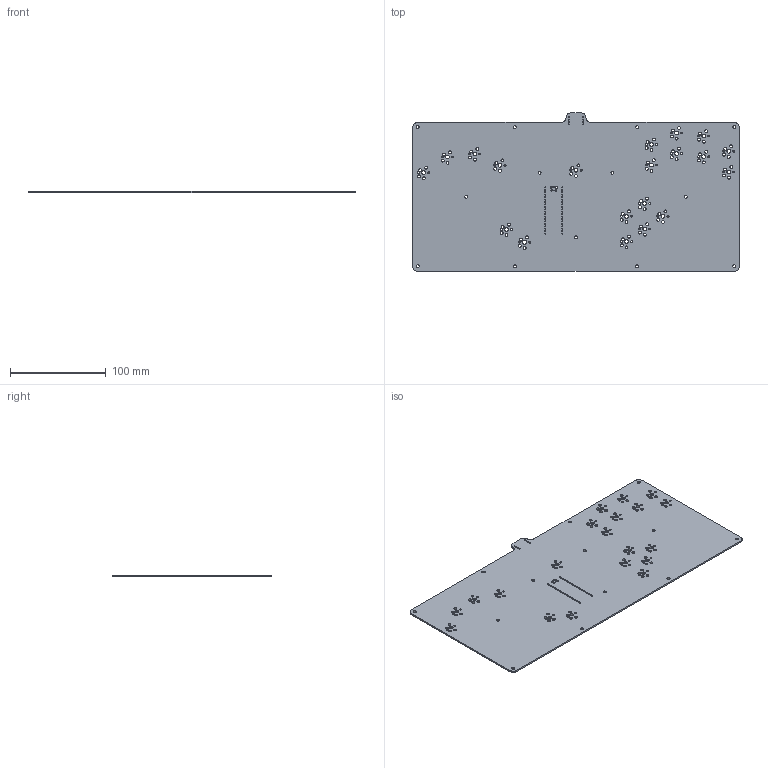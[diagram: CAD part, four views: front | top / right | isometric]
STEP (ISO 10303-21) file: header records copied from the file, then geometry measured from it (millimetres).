
FILE_DESCRIPTION(('KiCad electronic assembly'),'2;1');
FILE_NAME('GCCMX.step','2022-10-16T20:33:11',('Pcbnew'),('Kicad'), 'Open CASCADE STEP processor 7.6','KiCad to STEP converter','Unknown' );
FILE_SCHEMA(('AUTOMOTIVE_DESIGN { 1 0 10303 214 1 1 1 1 }'));
Length unit declared in the file: millimetre
Products named in the file (2): GCCMX 1; GCCMX PCB
Assembly tree (1 placements, depth 2):
  GCCMX 1
    GCCMX PCB
Bounding box: 341.2 x 165.5 x 1.6 mm (x, y, z)
Volume: 83449.4 mm3; surface area: 108407.9 mm2
Topology: 1 solids, 1 shells, 316 faces, 942 edges, 628 vertices
Faces by surface type: cylinder 300, plane 16
Full cylindrical faces by diameter (mm): 0.762 x3, 1 x8, 1.02 x40, 3 x80, 3.2 x13, 3.988 x20
Entity records: 25751 total; most frequent: CARTESIAN_POINT 7532, DIRECTION 3302, ORIENTED_EDGE 1884, PCURVE 1884, DEFINITIONAL_REPRESENTATION 1884, LINE 1466, VECTOR 1466, EDGE_CURVE 942
